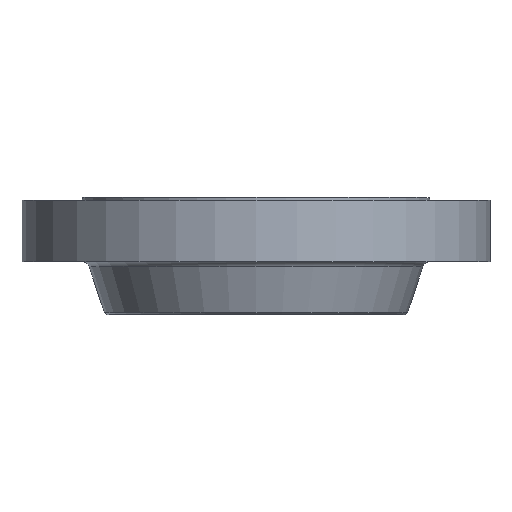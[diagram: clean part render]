
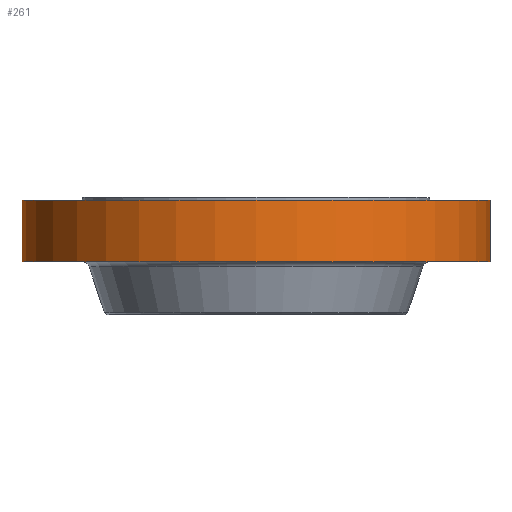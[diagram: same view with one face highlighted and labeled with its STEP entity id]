
A CAD part, front view. The second image highlights one B-rep face of the part: STEP entity #261.
In plain terms, the highlighted cylindrical face has radius 590.55 mm (diameter 1181.1 mm), a partial arc.
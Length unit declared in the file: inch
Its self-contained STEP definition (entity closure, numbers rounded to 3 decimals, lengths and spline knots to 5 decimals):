
#4 = LINE ( 'NONE', #1843, #1930 ) ;
#44 = VECTOR ( 'NONE', #939, 39.37008 ) ;
#89 = AXIS2_PLACEMENT_3D ( 'NONE', #320, #1421, #1572 ) ;
#112 = DIRECTION ( 'NONE',  ( 1., 0., 0. ) ) ;
#148 = CARTESIAN_POINT ( 'NONE',  ( -23.25, 0., -0.25 ) ) ;
#151 = CARTESIAN_POINT ( 'NONE',  ( 23.25, 0., -0.25 ) ) ;
#218 = DIRECTION ( 'NONE',  ( 1., 0., 0. ) ) ;
#261 = ADVANCED_FACE ( 'NONE', ( #1981 ), #1323, .T. ) ;
#320 = CARTESIAN_POINT ( 'NONE',  ( 0., 0., -0.25 ) ) ;
#344 = ORIENTED_EDGE ( 'NONE', *, *, #1536, .F. ) ;
#409 = EDGE_CURVE ( 'NONE', #1887, #586, #1228, .T. ) ;
#446 = EDGE_CURVE ( 'NONE', #1888, #1887, #553, .T. ) ;
#450 = DIRECTION ( 'NONE',  ( 0., 0., 1. ) ) ;
#487 = CARTESIAN_POINT ( 'NONE',  ( 23.25, 0., -6.375 ) ) ;
#553 = CIRCLE ( 'NONE', #1550, 23.25 ) ;
#586 = VERTEX_POINT ( 'NONE', #151 ) ;
#593 = CARTESIAN_POINT ( 'NONE',  ( 0., 0., 0. ) ) ;
#622 = CIRCLE ( 'NONE', #89, 23.25 ) ;
#856 = ORIENTED_EDGE ( 'NONE', *, *, #1847, .F. ) ;
#939 = DIRECTION ( 'NONE',  ( 0., 0., 1. ) ) ;
#1022 = VERTEX_POINT ( 'NONE', #148 ) ;
#1053 = AXIS2_PLACEMENT_3D ( 'NONE', #593, #1959, #112 ) ;
#1149 = DIRECTION ( 'NONE',  ( 0., 0., 1. ) ) ;
#1228 = LINE ( 'NONE', #1865, #44 ) ;
#1293 = EDGE_LOOP ( 'NONE', ( #856, #1713, #1544, #344 ) ) ;
#1323 = CYLINDRICAL_SURFACE ( 'NONE', #1053, 23.25 ) ;
#1421 = DIRECTION ( 'NONE',  ( 0., 0., 1. ) ) ;
#1536 = EDGE_CURVE ( 'NONE', #1022, #586, #622, .T. ) ;
#1544 = ORIENTED_EDGE ( 'NONE', *, *, #409, .T. ) ;
#1550 = AXIS2_PLACEMENT_3D ( 'NONE', #1947, #1149, #218 ) ;
#1572 = DIRECTION ( 'NONE',  ( 1., 0., 0. ) ) ;
#1713 = ORIENTED_EDGE ( 'NONE', *, *, #446, .T. ) ;
#1737 = CARTESIAN_POINT ( 'NONE',  ( -23.25, 0., -6.375 ) ) ;
#1843 = CARTESIAN_POINT ( 'NONE',  ( -23.25, 0., 0. ) ) ;
#1847 = EDGE_CURVE ( 'NONE', #1888, #1022, #4, .T. ) ;
#1865 = CARTESIAN_POINT ( 'NONE',  ( 23.25, 0., 0. ) ) ;
#1887 = VERTEX_POINT ( 'NONE', #487 ) ;
#1888 = VERTEX_POINT ( 'NONE', #1737 ) ;
#1930 = VECTOR ( 'NONE', #450, 39.37008 ) ;
#1947 = CARTESIAN_POINT ( 'NONE',  ( 0., 0., -6.375 ) ) ;
#1959 = DIRECTION ( 'NONE',  ( 0., 0., 1. ) ) ;
#1981 = FACE_OUTER_BOUND ( 'NONE', #1293, .T. ) ;
